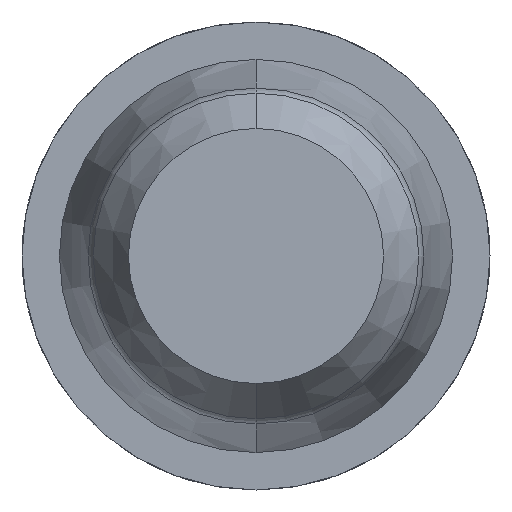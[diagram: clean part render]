
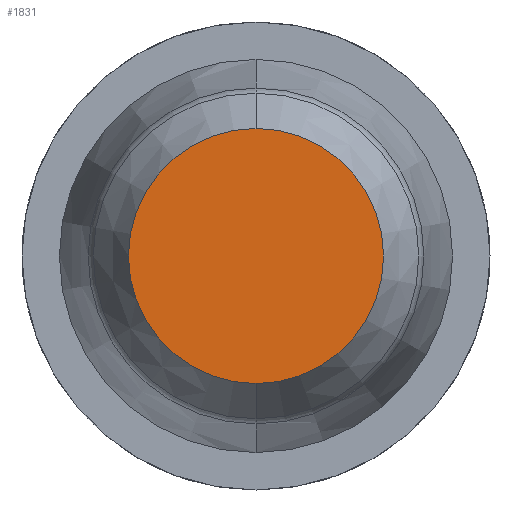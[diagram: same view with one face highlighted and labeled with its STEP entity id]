
A CAD part, front view. The second image highlights one B-rep face of the part: STEP entity #1831.
In plain terms, the highlighted planar face has unit normal (0, -1, 0).
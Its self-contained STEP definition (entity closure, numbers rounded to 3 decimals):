
#335 = ORIENTED_EDGE ( 'NONE', *, *, #3097, .F. ) ;
#613 = DIRECTION ( 'NONE',  ( 0., 0., 1. ) ) ;
#724 = PLANE ( 'NONE',  #3085 ) ;
#751 = CARTESIAN_POINT ( 'NONE',  ( 0., -30.5, 0. ) ) ;
#899 = CARTESIAN_POINT ( 'NONE',  ( 0., -30.5, 0. ) ) ;
#1404 = VERTEX_POINT ( 'NONE', #3200 ) ;
#1541 = DIRECTION ( 'NONE',  ( 0., 1., 0. ) ) ;
#1677 = DIRECTION ( 'NONE',  ( 0., 1., 0. ) ) ;
#1831 = ADVANCED_FACE ( 'Defeature ausgef�hrt3_0', ( #2492 ), #724, .F. ) ;
#2474 = EDGE_LOOP ( 'NONE', ( #335, #2808 ) ) ;
#2485 = VERTEX_POINT ( 'NONE', #4007 ) ;
#2492 = FACE_OUTER_BOUND ( 'NONE', #2474, .T. ) ;
#2752 = AXIS2_PLACEMENT_3D ( 'NONE', #899, #1541, #613 ) ;
#2808 = ORIENTED_EDGE ( 'NONE', *, *, #3603, .F. ) ;
#3085 = AXIS2_PLACEMENT_3D ( 'NONE', #751, #1677, #3857 ) ;
#3097 = EDGE_CURVE ( 'Defeature ausgef�hrt3_1+Defeature ausgef�hrt3_0+Defeature ausgef�hrt3_0+Defeature ausgef�hrt3_0', #2485, #1404, #3331, .T. ) ;
#3152 = CIRCLE ( 'NONE', #2752, 0.627 ) ;
#3200 = CARTESIAN_POINT ( 'NONE',  ( 0., -30.5, -0.627 ) ) ;
#3204 = AXIS2_PLACEMENT_3D ( 'NONE', #3709, #3734, #4037 ) ;
#3331 = CIRCLE ( 'NONE', #3204, 0.627 ) ;
#3603 = EDGE_CURVE ( 'Defeature ausgef�hrt3_1+Defeature ausgef�hrt3_0+Defeature ausgef�hrt3_0+Defeature ausgef�hrt3_0', #1404, #2485, #3152, .T. ) ;
#3709 = CARTESIAN_POINT ( 'NONE',  ( 0., -30.5, 0. ) ) ;
#3734 = DIRECTION ( 'NONE',  ( 0., 1., 0. ) ) ;
#3857 = DIRECTION ( 'NONE',  ( 0., 0., 1. ) ) ;
#4007 = CARTESIAN_POINT ( 'NONE',  ( 0., -30.5, 0.627 ) ) ;
#4037 = DIRECTION ( 'NONE',  ( 0., 0., 1. ) ) ;
